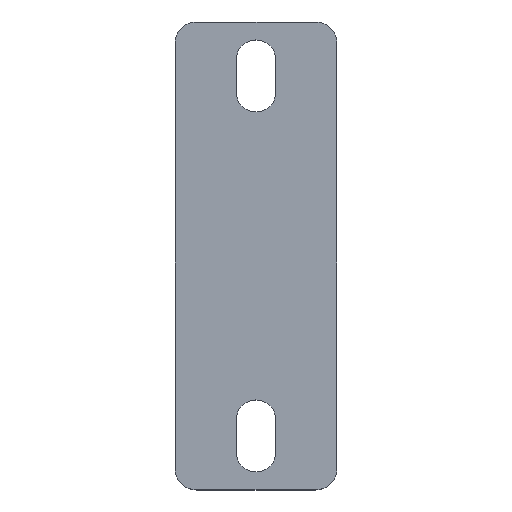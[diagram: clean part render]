
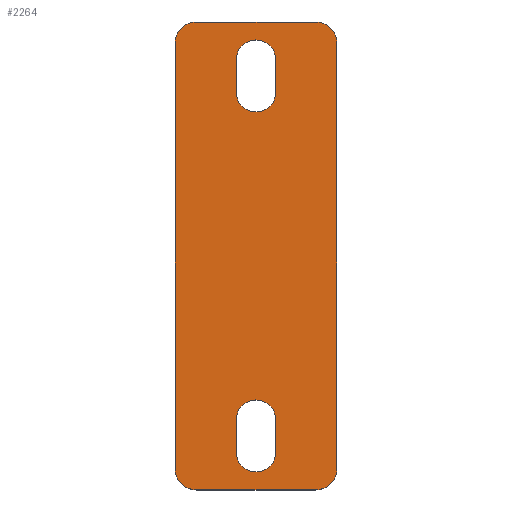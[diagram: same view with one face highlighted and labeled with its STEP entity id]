
A CAD part, top view. The second image highlights one B-rep face of the part: STEP entity #2264.
In plain terms, the highlighted planar face has unit normal (0, 0, 1).
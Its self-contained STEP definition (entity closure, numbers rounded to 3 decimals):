
#11 = CARTESIAN_POINT ( 'NONE',  ( 5.5, -54.5, 4. ) ) ;
#18 = ORIENTED_EDGE ( 'NONE', *, *, #1456, .T. ) ;
#31 = ORIENTED_EDGE ( 'NONE', *, *, #1543, .T. ) ;
#39 = CARTESIAN_POINT ( 'NONE',  ( 22.5, -59., 4. ) ) ;
#45 = CARTESIAN_POINT ( 'NONE',  ( -5.5, -54.5, 4. ) ) ;
#49 = AXIS2_PLACEMENT_3D ( 'NONE', #1905, #679, #2109 ) ;
#52 = VERTEX_POINT ( 'NONE', #11 ) ;
#69 = CARTESIAN_POINT ( 'NONE',  ( -22.5, -65., 4. ) ) ;
#149 = VERTEX_POINT ( 'NONE', #2112 ) ;
#150 = DIRECTION ( 'NONE',  ( 0., 0., 1. ) ) ;
#210 = CARTESIAN_POINT ( 'NONE',  ( 0., 45.5, 4. ) ) ;
#259 = CARTESIAN_POINT ( 'NONE',  ( 16.5, -65., 4. ) ) ;
#309 = DIRECTION ( 'NONE',  ( 1., 0., 0. ) ) ;
#334 = ORIENTED_EDGE ( 'NONE', *, *, #424, .T. ) ;
#335 = EDGE_LOOP ( 'NONE', ( #31, #1739, #18, #1879, #334, #1365, #2029, #2393 ) ) ;
#376 = CARTESIAN_POINT ( 'NONE',  ( -5.5, 54.5, 4. ) ) ;
#378 = VECTOR ( 'NONE', #2346, 1000. ) ;
#396 = CARTESIAN_POINT ( 'NONE',  ( 5.5, -45.5, 4. ) ) ;
#401 = DIRECTION ( 'NONE',  ( 0., 0., 1. ) ) ;
#415 = DIRECTION ( 'NONE',  ( 1., 0., 0. ) ) ;
#424 = EDGE_CURVE ( 'NONE', #746, #1137, #464, .T. ) ;
#425 = CARTESIAN_POINT ( 'NONE',  ( -5.5, 45.5, 4. ) ) ;
#427 = DIRECTION ( 'NONE',  ( 0., 0., 1. ) ) ;
#431 = AXIS2_PLACEMENT_3D ( 'NONE', #2233, #427, #1848 ) ;
#464 = LINE ( 'NONE', #623, #1527 ) ;
#465 = AXIS2_PLACEMENT_3D ( 'NONE', #210, #1650, #415 ) ;
#541 = ORIENTED_EDGE ( 'NONE', *, *, #824, .F. ) ;
#551 = CARTESIAN_POINT ( 'NONE',  ( -16.5, 65., 4. ) ) ;
#559 = ORIENTED_EDGE ( 'NONE', *, *, #646, .F. ) ;
#569 = ORIENTED_EDGE ( 'NONE', *, *, #2252, .F. ) ;
#572 = LINE ( 'NONE', #2578, #2258 ) ;
#585 = DIRECTION ( 'NONE',  ( 0., -1., 0. ) ) ;
#597 = VERTEX_POINT ( 'NONE', #425 ) ;
#613 = CARTESIAN_POINT ( 'NONE',  ( 0., -45.5, 4. ) ) ;
#622 = CIRCLE ( 'NONE', #1375, 5.5 ) ;
#623 = CARTESIAN_POINT ( 'NONE',  ( -22.5, 65., 4. ) ) ;
#646 = EDGE_CURVE ( 'NONE', #1606, #1779, #622, .T. ) ;
#679 = DIRECTION ( 'NONE',  ( 0., 0., 1. ) ) ;
#697 = AXIS2_PLACEMENT_3D ( 'NONE', #1743, #150, #960 ) ;
#721 = CARTESIAN_POINT ( 'NONE',  ( 5.5, 54.5, 4. ) ) ;
#729 = CARTESIAN_POINT ( 'NONE',  ( -16.5, -65., 4. ) ) ;
#735 = EDGE_CURVE ( 'NONE', #1845, #2347, #2048, .T. ) ;
#746 = VERTEX_POINT ( 'NONE', #2535 ) ;
#807 = DIRECTION ( 'NONE',  ( -1., 0., 0. ) ) ;
#812 = VERTEX_POINT ( 'NONE', #1002 ) ;
#824 = EDGE_CURVE ( 'NONE', #52, #2222, #1398, .T. ) ;
#835 = FACE_BOUND ( 'NONE', #2256, .T. ) ;
#849 = ORIENTED_EDGE ( 'NONE', *, *, #2519, .F. ) ;
#858 = DIRECTION ( 'NONE',  ( 0., 1., 0. ) ) ;
#914 = DIRECTION ( 'NONE',  ( 0., 0., 1. ) ) ;
#927 = EDGE_CURVE ( 'NONE', #812, #1819, #1835, .T. ) ;
#960 = DIRECTION ( 'NONE',  ( 1., 0., 0. ) ) ;
#986 = LINE ( 'NONE', #69, #2377 ) ;
#1002 = CARTESIAN_POINT ( 'NONE',  ( -22.5, -59., 4. ) ) ;
#1015 = DIRECTION ( 'NONE',  ( 0., 0., 1. ) ) ;
#1040 = VECTOR ( 'NONE', #2220, 1000. ) ;
#1137 = VERTEX_POINT ( 'NONE', #551 ) ;
#1138 = VERTEX_POINT ( 'NONE', #259 ) ;
#1139 = LINE ( 'NONE', #721, #378 ) ;
#1143 = CIRCLE ( 'NONE', #697, 6. ) ;
#1165 = ORIENTED_EDGE ( 'NONE', *, *, #2047, .F. ) ;
#1199 = EDGE_CURVE ( 'NONE', #1137, #2598, #1143, .T. ) ;
#1233 = AXIS2_PLACEMENT_3D ( 'NONE', #2083, #1945, #309 ) ;
#1338 = AXIS2_PLACEMENT_3D ( 'NONE', #613, #2030, #807 ) ;
#1348 = CARTESIAN_POINT ( 'NONE',  ( -5.5, 54.5, 4. ) ) ;
#1365 = ORIENTED_EDGE ( 'NONE', *, *, #1199, .T. ) ;
#1375 = AXIS2_PLACEMENT_3D ( 'NONE', #2595, #1015, #2627 ) ;
#1398 = LINE ( 'NONE', #2164, #1590 ) ;
#1408 = VERTEX_POINT ( 'NONE', #39 ) ;
#1417 = VECTOR ( 'NONE', #858, 1000. ) ;
#1418 = CARTESIAN_POINT ( 'NONE',  ( -5.5, -54.5, 4. ) ) ;
#1424 = FACE_BOUND ( 'NONE', #2534, .T. ) ;
#1428 = CARTESIAN_POINT ( 'NONE',  ( 22.5, 59., 4. ) ) ;
#1440 = CARTESIAN_POINT ( 'NONE',  ( -22.5, 59., 4. ) ) ;
#1456 = EDGE_CURVE ( 'NONE', #1408, #1997, #2037, .T. ) ;
#1527 = VECTOR ( 'NONE', #1808, 1000. ) ;
#1532 = ORIENTED_EDGE ( 'NONE', *, *, #735, .F. ) ;
#1543 = EDGE_CURVE ( 'NONE', #1819, #1138, #986, .T. ) ;
#1569 = CIRCLE ( 'NONE', #49, 6. ) ;
#1583 = EDGE_CURVE ( 'NONE', #1138, #1408, #1569, .T. ) ;
#1590 = VECTOR ( 'NONE', #2355, 1000. ) ;
#1604 = LINE ( 'NONE', #376, #2185 ) ;
#1606 = VERTEX_POINT ( 'NONE', #1721 ) ;
#1623 = AXIS2_PLACEMENT_3D ( 'NONE', #1642, #401, #1831 ) ;
#1642 = CARTESIAN_POINT ( 'NONE',  ( 16.5, 59., 4. ) ) ;
#1650 = DIRECTION ( 'NONE',  ( 0., 0., 1. ) ) ;
#1658 = PLANE ( 'NONE',  #431 ) ;
#1712 = DIRECTION ( 'NONE',  ( 1., 0., 0. ) ) ;
#1714 = EDGE_CURVE ( 'NONE', #2347, #52, #2635, .T. ) ;
#1721 = CARTESIAN_POINT ( 'NONE',  ( 5.5, 54.5, 4. ) ) ;
#1739 = ORIENTED_EDGE ( 'NONE', *, *, #1583, .T. ) ;
#1743 = CARTESIAN_POINT ( 'NONE',  ( -16.5, 59., 4. ) ) ;
#1760 = EDGE_CURVE ( 'NONE', #149, #1606, #1139, .T. ) ;
#1779 = VERTEX_POINT ( 'NONE', #1348 ) ;
#1808 = DIRECTION ( 'NONE',  ( -1., 0., 0. ) ) ;
#1810 = DIRECTION ( 'NONE',  ( 0., -1., 0. ) ) ;
#1819 = VERTEX_POINT ( 'NONE', #729 ) ;
#1831 = DIRECTION ( 'NONE',  ( 1., 0., 0. ) ) ;
#1835 = CIRCLE ( 'NONE', #1233, 6. ) ;
#1845 = VERTEX_POINT ( 'NONE', #2373 ) ;
#1848 = DIRECTION ( 'NONE',  ( 1., 0., 0. ) ) ;
#1866 = CIRCLE ( 'NONE', #465, 5.5 ) ;
#1870 = CARTESIAN_POINT ( 'NONE',  ( 22.5, 65., 4. ) ) ;
#1879 = ORIENTED_EDGE ( 'NONE', *, *, #2477, .T. ) ;
#1905 = CARTESIAN_POINT ( 'NONE',  ( 16.5, -59., 4. ) ) ;
#1945 = DIRECTION ( 'NONE',  ( 0., 0., 1. ) ) ;
#1997 = VERTEX_POINT ( 'NONE', #1428 ) ;
#2029 = ORIENTED_EDGE ( 'NONE', *, *, #2067, .T. ) ;
#2030 = DIRECTION ( 'NONE',  ( 0., 0., 1. ) ) ;
#2037 = LINE ( 'NONE', #1870, #1417 ) ;
#2047 = EDGE_CURVE ( 'NONE', #1779, #597, #1604, .T. ) ;
#2048 = LINE ( 'NONE', #1418, #1040 ) ;
#2058 = ORIENTED_EDGE ( 'NONE', *, *, #1714, .F. ) ;
#2067 = EDGE_CURVE ( 'NONE', #2598, #812, #572, .T. ) ;
#2075 = FACE_OUTER_BOUND ( 'NONE', #335, .T. ) ;
#2083 = CARTESIAN_POINT ( 'NONE',  ( -16.5, -59., 4. ) ) ;
#2109 = DIRECTION ( 'NONE',  ( 1., 0., 0. ) ) ;
#2112 = CARTESIAN_POINT ( 'NONE',  ( 5.5, 45.5, 4. ) ) ;
#2133 = CARTESIAN_POINT ( 'NONE',  ( 0., -54.5, 4. ) ) ;
#2164 = CARTESIAN_POINT ( 'NONE',  ( 5.5, -54.5, 4. ) ) ;
#2185 = VECTOR ( 'NONE', #1810, 1000. ) ;
#2214 = CIRCLE ( 'NONE', #1623, 6. ) ;
#2220 = DIRECTION ( 'NONE',  ( 0., -1., 0. ) ) ;
#2222 = VERTEX_POINT ( 'NONE', #396 ) ;
#2233 = CARTESIAN_POINT ( 'NONE',  ( 0., 0., 4. ) ) ;
#2244 = AXIS2_PLACEMENT_3D ( 'NONE', #2133, #914, #2337 ) ;
#2252 = EDGE_CURVE ( 'NONE', #2222, #1845, #2268, .T. ) ;
#2256 = EDGE_LOOP ( 'NONE', ( #2058, #1532, #569, #541 ) ) ;
#2258 = VECTOR ( 'NONE', #585, 1000. ) ;
#2264 = ADVANCED_FACE ( 'NONE', ( #835, #1424, #2075 ), #1658, .T. ) ;
#2268 = CIRCLE ( 'NONE', #1338, 5.5 ) ;
#2314 = ORIENTED_EDGE ( 'NONE', *, *, #1760, .F. ) ;
#2337 = DIRECTION ( 'NONE',  ( -1., 0., 0. ) ) ;
#2346 = DIRECTION ( 'NONE',  ( 0., 1., 0. ) ) ;
#2347 = VERTEX_POINT ( 'NONE', #45 ) ;
#2355 = DIRECTION ( 'NONE',  ( 0., 1., 0. ) ) ;
#2373 = CARTESIAN_POINT ( 'NONE',  ( -5.5, -45.5, 4. ) ) ;
#2377 = VECTOR ( 'NONE', #1712, 1000. ) ;
#2393 = ORIENTED_EDGE ( 'NONE', *, *, #927, .T. ) ;
#2477 = EDGE_CURVE ( 'NONE', #1997, #746, #2214, .T. ) ;
#2519 = EDGE_CURVE ( 'NONE', #597, #149, #1866, .T. ) ;
#2534 = EDGE_LOOP ( 'NONE', ( #559, #2314, #849, #1165 ) ) ;
#2535 = CARTESIAN_POINT ( 'NONE',  ( 16.5, 65., 4. ) ) ;
#2578 = CARTESIAN_POINT ( 'NONE',  ( -22.5, 65., 4. ) ) ;
#2595 = CARTESIAN_POINT ( 'NONE',  ( 0., 54.5, 4. ) ) ;
#2598 = VERTEX_POINT ( 'NONE', #1440 ) ;
#2627 = DIRECTION ( 'NONE',  ( 1., 0., 0. ) ) ;
#2635 = CIRCLE ( 'NONE', #2244, 5.5 ) ;
